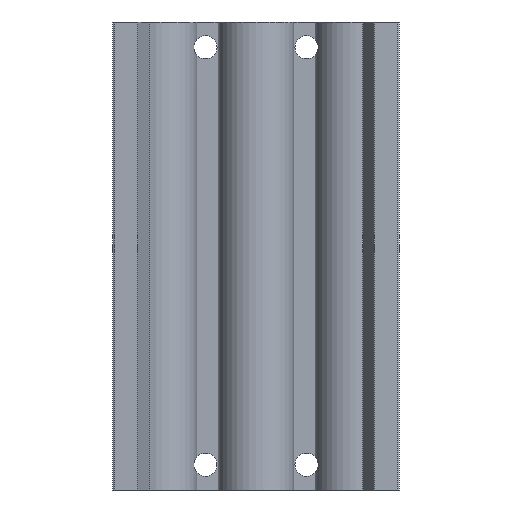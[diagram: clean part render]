
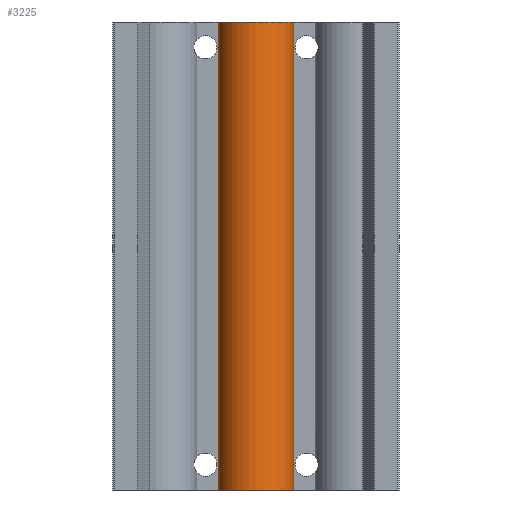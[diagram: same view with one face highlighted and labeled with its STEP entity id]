
A CAD part, front view. The second image highlights one B-rep face of the part: STEP entity #3225.
In plain terms, the highlighted cylindrical face has radius 9 mm (diameter 18 mm), a partial arc.
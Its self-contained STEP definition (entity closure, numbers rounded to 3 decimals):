
#156 = VERTEX_POINT ( 'NONE', #2782 ) ;
#427 = VERTEX_POINT ( 'NONE', #2868 ) ;
#741 = AXIS2_PLACEMENT_3D ( 'NONE', #1913, #1911, #1909 ) ;
#814 = AXIS2_PLACEMENT_3D ( 'NONE', #2309, #2310, #2311 ) ;
#843 = AXIS2_PLACEMENT_3D ( 'NONE', #2534, #2535, #2536 ) ;
#1051 = EDGE_CURVE ( 'NONE', #427, #1105, #4107, .T. ) ;
#1052 = EDGE_CURVE ( 'NONE', #1125, #156, #4110, .T. ) ;
#1105 = VERTEX_POINT ( 'NONE', #1443 ) ;
#1125 = VERTEX_POINT ( 'NONE', #1420 ) ;
#1420 = CARTESIAN_POINT ( 'NONE',  ( 9., -2.5, 55.5 ) ) ;
#1443 = CARTESIAN_POINT ( 'NONE',  ( -9., -2.5, -55.5 ) ) ;
#1731 = ORIENTED_EDGE ( 'NONE', *, *, #1051, .T. ) ;
#1732 = ORIENTED_EDGE ( 'NONE', *, *, #3542, .F. ) ;
#1733 = ORIENTED_EDGE ( 'NONE', *, *, #1052, .F. ) ;
#1734 = ORIENTED_EDGE ( 'NONE', *, *, #3613, .T. ) ;
#1909 = DIRECTION ( 'NONE',  ( -1., 0., 0. ) ) ;
#1911 = DIRECTION ( 'NONE',  ( 0., 0., -1. ) ) ;
#1913 = CARTESIAN_POINT ( 'NONE',  ( 0., -2.5, 55.5 ) ) ;
#2024 = DIRECTION ( 'NONE',  ( 0., 0., -1. ) ) ;
#2025 = CARTESIAN_POINT ( 'NONE',  ( 9., -2.5, 55.5 ) ) ;
#2027 = DIRECTION ( 'NONE',  ( 0., 0., -1. ) ) ;
#2028 = CARTESIAN_POINT ( 'NONE',  ( -9., -2.5, 55.5 ) ) ;
#2309 = CARTESIAN_POINT ( 'NONE',  ( 0., -2.5, 55.5 ) ) ;
#2310 = DIRECTION ( 'NONE',  ( 0., 0., 1. ) ) ;
#2311 = DIRECTION ( 'NONE',  ( 1., 0., 0. ) ) ;
#2534 = CARTESIAN_POINT ( 'NONE',  ( 0., -2.5, -55.5 ) ) ;
#2535 = DIRECTION ( 'NONE',  ( 0., 0., 1. ) ) ;
#2536 = DIRECTION ( 'NONE',  ( 1., 0., 0. ) ) ;
#2782 = CARTESIAN_POINT ( 'NONE',  ( 9., -2.5, -55.5 ) ) ;
#2868 = CARTESIAN_POINT ( 'NONE',  ( -9., -2.5, 55.5 ) ) ;
#3225 = ADVANCED_FACE ( 'NONE', ( #4308 ), #4309, .T. ) ;
#3454 = EDGE_LOOP ( 'NONE', ( #1734, #1733, #1732, #1731 ) ) ;
#3542 = EDGE_CURVE ( 'NONE', #427, #1125, #4459, .T. ) ;
#3613 = EDGE_CURVE ( 'NONE', #1105, #156, #4567, .T. ) ;
#4107 = LINE ( 'NONE', #2028, #4109 ) ;
#4109 = VECTOR ( 'NONE', #2027, 1000. ) ;
#4110 = LINE ( 'NONE', #2025, #4111 ) ;
#4111 = VECTOR ( 'NONE', #2024, 1000. ) ;
#4308 = FACE_OUTER_BOUND ( 'NONE', #3454, .T. ) ;
#4309 = CYLINDRICAL_SURFACE ( 'NONE', #741, 9. ) ;
#4459 = CIRCLE ( 'NONE', #814, 9. ) ;
#4567 = CIRCLE ( 'NONE', #843, 9. ) ;
